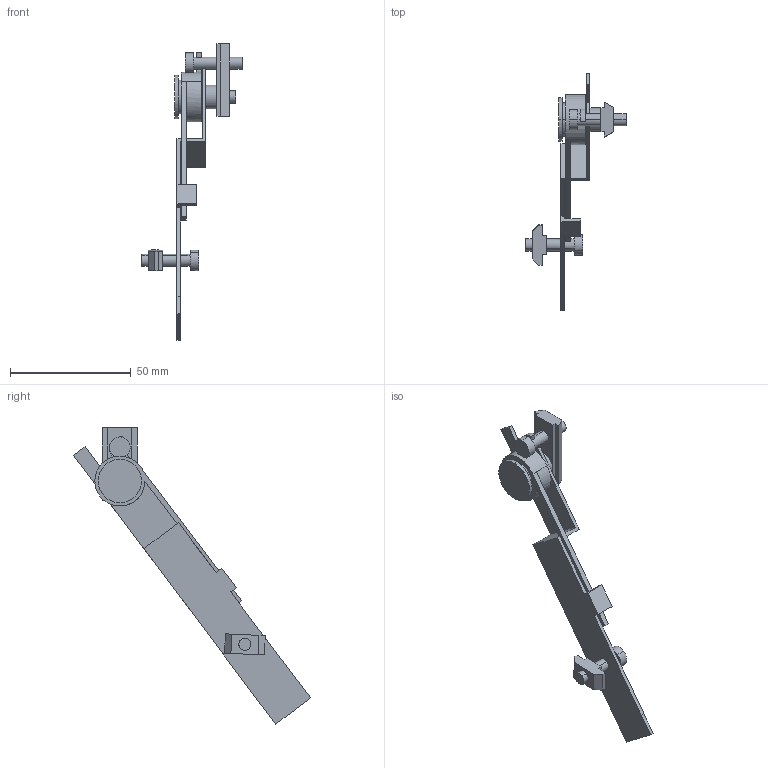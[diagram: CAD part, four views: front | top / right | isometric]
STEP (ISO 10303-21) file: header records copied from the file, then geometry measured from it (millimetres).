
FILE_DESCRIPTION(('STEP AP214'),'1');
FILE_NAME('cctmp_A1ED62CE-80D1-4A91-9608-F2672907DC85_2020_11_12_15_25_16_680..stp','2020-11-12T14:25:16',('Bosch Rexroth AG'),('CADClick - www.CADClick.com'),'Spatial InterOp 3D',' ','unknown authorization - (Healing Option Enabled)');
FILE_SCHEMA(('AUTOMOTIVE_DESIGN'));
Length unit declared in the file: millimetre
Products named in the file (1): 2020_11_12__15-25-16-680
Bounding box: 41.57 x 98.2 x 122.68 mm (x, y, z)
Volume: 10923 mm3; surface area: 10939.7 mm2
Topology: 1 solids, 1 shells, 92 faces, 242 edges, 163 vertices
Faces by surface type: plane 61, cylinder 31
Entity records: 3715 total; most frequent: DIRECTION 505, CARTESIAN_POINT 498, ORIENTED_EDGE 484, EDGE_CURVE 242, AXIS2_PLACEMENT_3D 170, LINE 165, VECTOR 165, VERTEX_POINT 163
